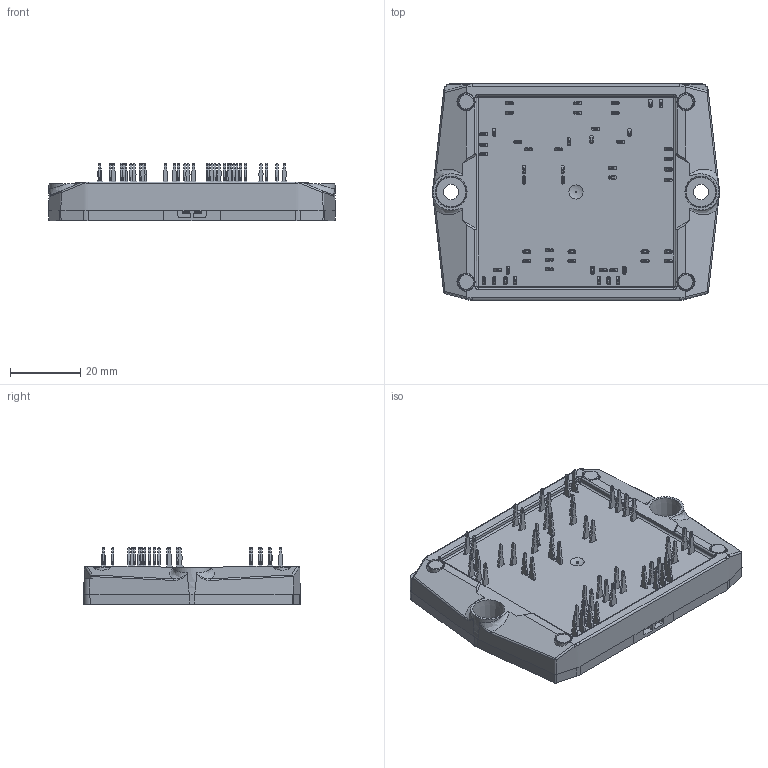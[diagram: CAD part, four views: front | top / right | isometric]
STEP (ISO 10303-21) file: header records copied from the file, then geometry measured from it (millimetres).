
FILE_DESCRIPTION(/* description */ ('Unknown'),/* implementation_level */ '2;1');
FILE_NAME(/* name */ 'FlowS3-0T120T-LU10(540)-01-OL',/* time_stamp */ '2025-11-06T10:19:10+01:00',/* author */ ('Unknown'),/* organization */ ('Unknown'),/* preprocessor_version */ 'ST-DEVELOPER v20',/* originating_system */ 'Solid Edge',/* authorisation */ 'Unknown');
FILE_SCHEMA (('AUTOMOTIVE_DESIGN {1 0 10303 214 3 1 1}'));
Products named in the file (1): FlowS3-0T120T-LU10-OL
Bounding box: 81.54 x 61.55 x 16.43 mm (x, y, z)
Volume: 41596.8 mm3; surface area: 19705.5 mm2
Topology: 1 solids, 1 shells, 2830 faces, 7714 edges, 5016 vertices
Faces by surface type: plane 1419, cylinder 910, cone 388, bspline 96, torus 9, sphere 8
Full cylindrical faces by diameter (mm): 0.5 x1, 4 x1, 4.4 x2, 10.4 x2
Entity records: 112907 total; most frequent: CARTESIAN_POINT 21506, ORIENTED_EDGE 15338, DIRECTION 14681, EDGE_CURVE 7669, AXIS2_PLACEMENT_3D 5101, VERTEX_POINT 5002, LINE 4479, VECTOR 4479
